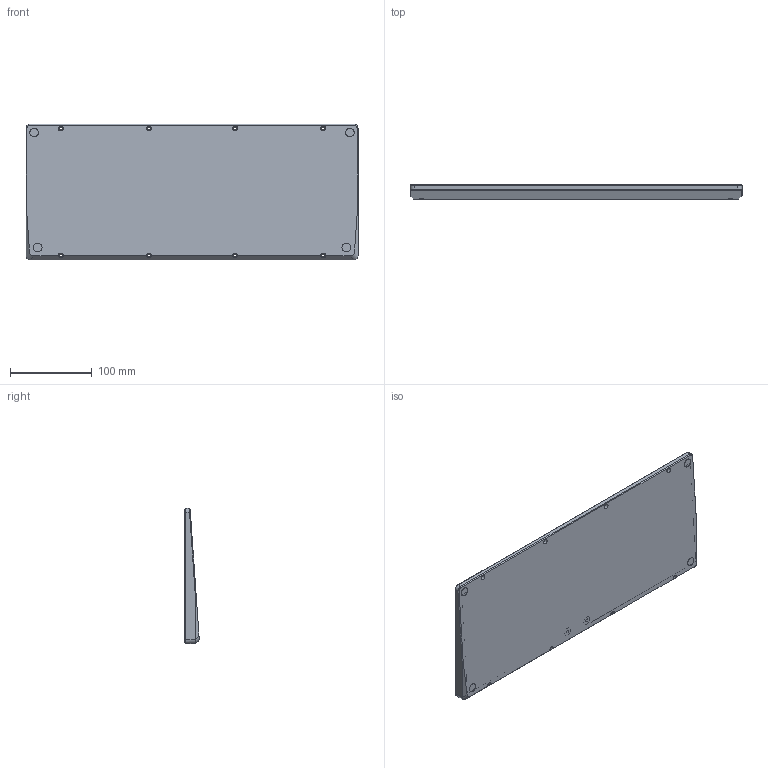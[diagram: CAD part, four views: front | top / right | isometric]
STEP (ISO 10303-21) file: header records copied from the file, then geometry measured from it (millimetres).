
FILE_DESCRIPTION(/* description */ (''),/* implementation_level */ '2;1');
FILE_NAME(/* name */ 'Boston-bottom-alternate (3d print) 4 degree v16.step',/* time_stamp */ '2024-05-27T06:48:56+02:00',/* author */ (''),/* organization */ (''),/* preprocessor_version */ 'ST-DEVELOPER v20',/* originating_system */ 'Autodesk Translation Framework v13.14.0.145',/* authorisation */ '');
FILE_SCHEMA (('AUTOMOTIVE_DESIGN { 1 0 10303 214 3 1 1 }'));
Length unit declared in the file: millimetre
Products named in the file (1): Boston-bottom-alternate (3d print) 4 degree
Bounding box: 405 x 17.72 x 165 mm (x, y, z)
Volume: 158057 mm3; surface area: 159767.1 mm2
Topology: 1 solids, 1 shells, 149 faces, 372 edges, 238 vertices
Faces by surface type: plane 69, cylinder 56, cone 18, bspline 6
Full cylindrical faces by diameter (mm): 3.4 x8, 4 x2, 6 x8, 8 x2, 10.5 x4
Entity records: 4766 total; most frequent: CARTESIAN_POINT 1082, DIRECTION 776, ORIENTED_EDGE 744, EDGE_CURVE 372, AXIS2_PLACEMENT_3D 284, VERTEX_POINT 238, LINE 208, VECTOR 208
